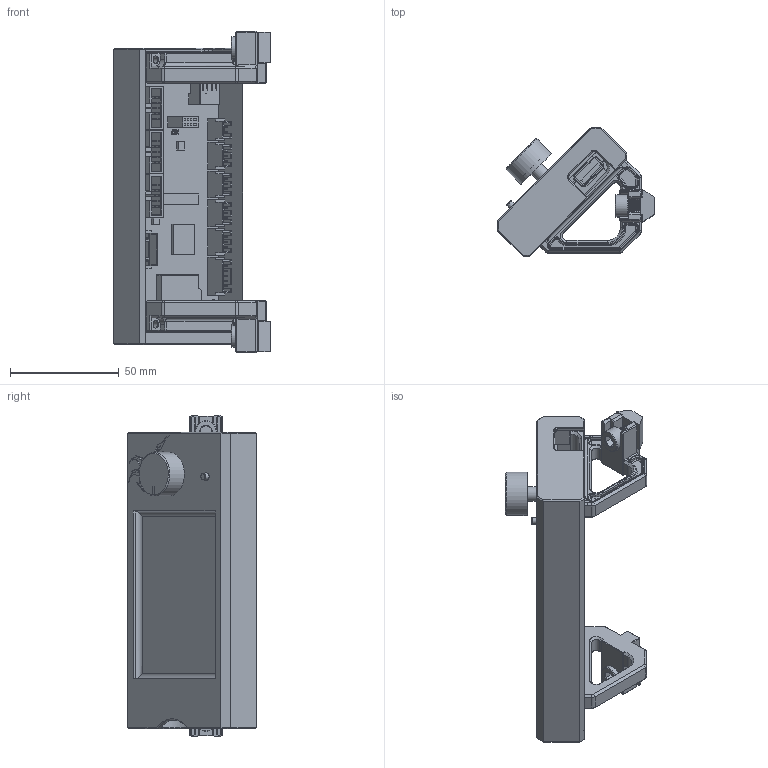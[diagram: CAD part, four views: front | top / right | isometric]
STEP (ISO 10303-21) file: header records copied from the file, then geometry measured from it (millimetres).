
FILE_DESCRIPTION(/* description */ (''),/* implementation_level */ '2;1');
FILE_NAME(/* name */ 'lcd_assemply.step',/* time_stamp */ '2020-10-05T15:12:37+07:00',/* author */ (''),/* organization */ (''),/* preprocessor_version */ 'ST-DEVELOPER v18.1',/* originating_system */ 'Autodesk Translation Framework v9.3.0.1241',/* authorisation */ '');
FILE_SCHEMA (('AUTOMOTIVE_DESIGN { 1 0 10303 214 3 1 1 }'));
Products named in the file (5): LCD Set; LCD Cover Bracket01; LCD Cover; LCD Cover Bracket02; BIGTREETECH TFT35 V3
Assembly tree (4 placements, depth 2):
  LCD Set
    LCD Cover Bracket01
    LCD Cover
    LCD Cover Bracket02
    BIGTREETECH TFT35 V3
Bounding box: 72.17 x 59.44 x 147.89 mm (x, y, z)
Volume: 99507.5 mm3; surface area: 78340.8 mm2
Topology: 16 solids, 16 shells, 1917 faces, 5239 edges, 3543 vertices
Faces by surface type: plane 1405, cylinder 314, cone 90, bspline 60, torus 45, sphere 3
Full cylindrical faces by diameter (mm): 1.95 x1, 2.6 x4, 2.995 x2, 3.007 x2, 3.3 x4, 3.56 x1, 4.701 x20, 4.917 x2, 6 x22, 6.8 x1, 7.091 x1, 9.1 x1, 10 x2, 18.8 x1, 20 x1
Entity records: 69578 total; most frequent: CARTESIAN_POINT 20785, ORIENTED_EDGE 10468, DIRECTION 9309, EDGE_CURVE 5234, LINE 4093, VECTOR 4093, VERTEX_POINT 3543, AXIS2_PLACEMENT_3D 2608
